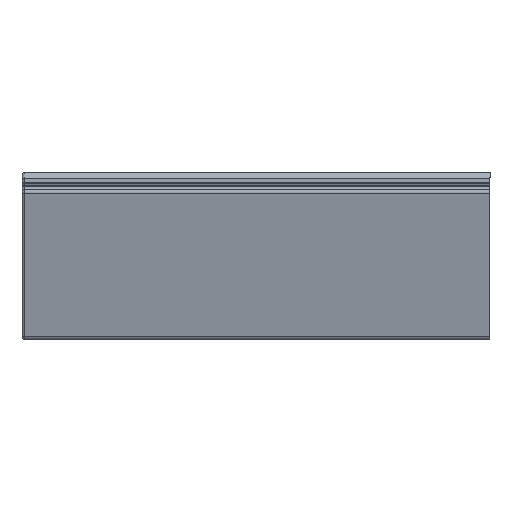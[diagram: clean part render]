
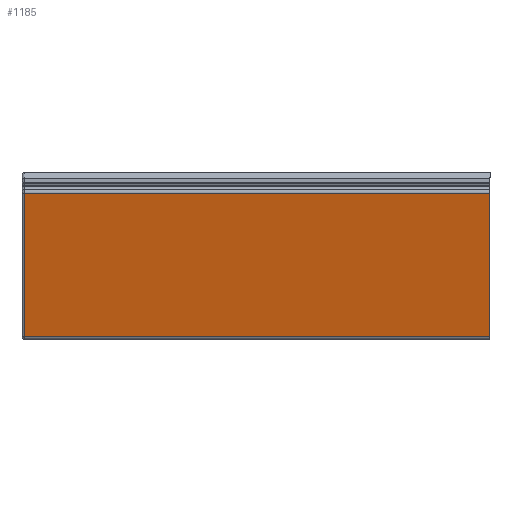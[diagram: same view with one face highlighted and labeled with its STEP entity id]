
A CAD part, top view. The second image highlights one B-rep face of the part: STEP entity #1185.
In plain terms, the highlighted planar face has unit normal (0, -0.222, 0.975).
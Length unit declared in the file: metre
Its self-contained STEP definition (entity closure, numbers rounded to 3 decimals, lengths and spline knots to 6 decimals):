
#173=ORIENTED_EDGE('',*,*,#532,.F.);
#174=ORIENTED_EDGE('',*,*,#533,.T.);
#175=ORIENTED_EDGE('',*,*,#534,.T.);
#176=ORIENTED_EDGE('',*,*,#535,.T.);
#532=EDGE_CURVE('',#711,#712,#817,.T.);
#533=EDGE_CURVE('',#711,#713,#818,.F.);
#534=EDGE_CURVE('',#713,#714,#819,.T.);
#535=EDGE_CURVE('',#714,#712,#820,.T.);
#711=VERTEX_POINT('',#1905);
#712=VERTEX_POINT('',#1906);
#713=VERTEX_POINT('',#1908);
#714=VERTEX_POINT('',#1910);
#817=LINE('',#1904,#921);
#818=LINE('',#1907,#922);
#819=LINE('',#1909,#923);
#820=LINE('',#1911,#924);
#921=VECTOR('',#1472,1.);
#922=VECTOR('',#1473,1.);
#923=VECTOR('',#1474,1.);
#924=VECTOR('',#1475,1.);
#1002=EDGE_LOOP('',(#173,#174,#175,#176));
#1081=FACE_BOUND('',#1002,.T.);
#1160=PLANE('',#1276);
#1185=ADVANCED_FACE('',(#1081),#1160,.F.);
#1276=AXIS2_PLACEMENT_3D('',#1903,#1470,#1471);
#1470=DIRECTION('',(0.,0.222,-0.975));
#1471=DIRECTION('',(0.,0.975,0.222));
#1472=DIRECTION('',(0.,-0.975,-0.222));
#1473=DIRECTION('',(1.,0.,0.));
#1474=DIRECTION('',(0.,-0.975,-0.222));
#1475=DIRECTION('',(1.,0.,0.));
#1903=CARTESIAN_POINT('',(-0.165004,-0.046625,0.454));
#1904=CARTESIAN_POINT('',(0.,-0.046625,0.454));
#1905=CARTESIAN_POINT('',(0.,-0.021522,0.459721));
#1906=CARTESIAN_POINT('',(0.,-0.072172,0.448177));
#1907=CARTESIAN_POINT('',(-0.165,-0.021522,0.459721));
#1908=CARTESIAN_POINT('',(-0.164,-0.021522,0.459721));
#1909=CARTESIAN_POINT('',(-0.164,-0.046625,0.454));
#1910=CARTESIAN_POINT('',(-0.164,-0.072172,0.448177));
#1911=CARTESIAN_POINT('',(-0.165004,-0.072172,0.448177));
